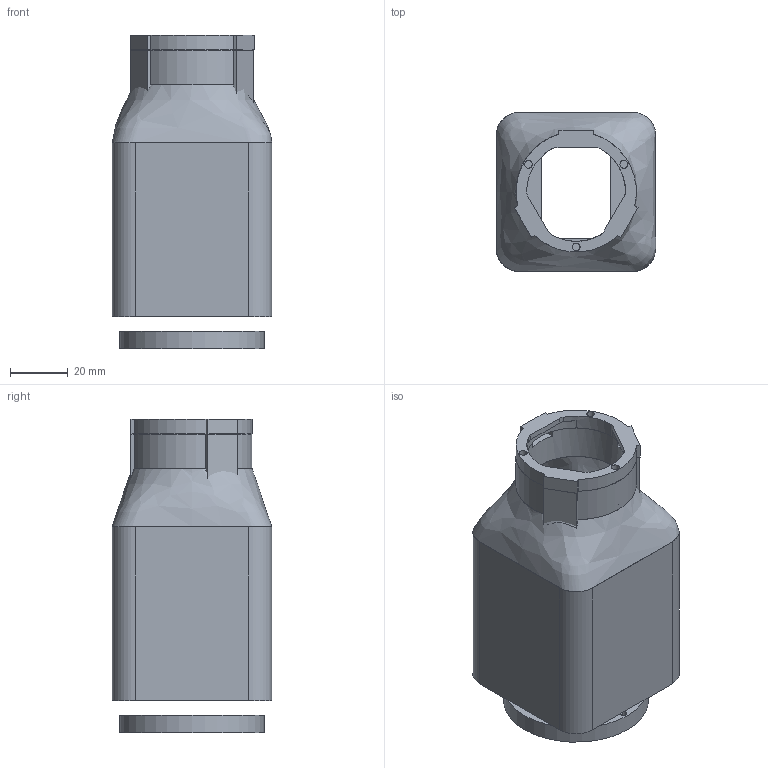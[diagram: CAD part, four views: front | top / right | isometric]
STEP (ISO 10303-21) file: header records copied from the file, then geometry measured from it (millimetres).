
FILE_DESCRIPTION(/* description */ (''),/* implementation_level */ '2;1');
FILE_NAME(/* name */ 'oknvgs v13 (assembly).step',/* time_stamp */ '2022-05-08T13:35:10-04:00',/* author */ (''),/* organization */ (''),/* preprocessor_version */ 'ST-DEVELOPER v18.1',/* originating_system */ 'Autodesk Translation Framework v10.14.0.1471',/* authorisation */ '');
FILE_SCHEMA (('AUTOMOTIVE_DESIGN { 1 0 10303 214 3 1 1 }'));
Length unit declared in the file: millimetre
Products named in the file (6): oknvgs; eye lens attach ring; display mount; pc attach ring; screen tighten; body
Assembly tree (5 placements, depth 3):
  oknvgs
    eye lens attach ring
    display mount
    pc attach ring
      screen tighten
    body
Bounding box: 55 x 55.01 x 108.01 mm (x, y, z)
Volume: 55793.4 mm3; surface area: 51306.3 mm2
Topology: 7 solids, 7 shells, 218 faces, 610 edges, 403 vertices
Faces by surface type: plane 132, cylinder 79, bspline 7
Full cylindrical faces by diameter (mm): 2.4 x6, 2.7 x6, 2.9 x10, 3 x8, 3.3 x1, 34.2 x1, 36 x1, 50 x1
Entity records: 9517 total; most frequent: CARTESIAN_POINT 3488, ORIENTED_EDGE 1220, DIRECTION 1216, EDGE_CURVE 610, AXIS2_PLACEMENT_3D 408, VERTEX_POINT 403, LINE 400, VECTOR 400
